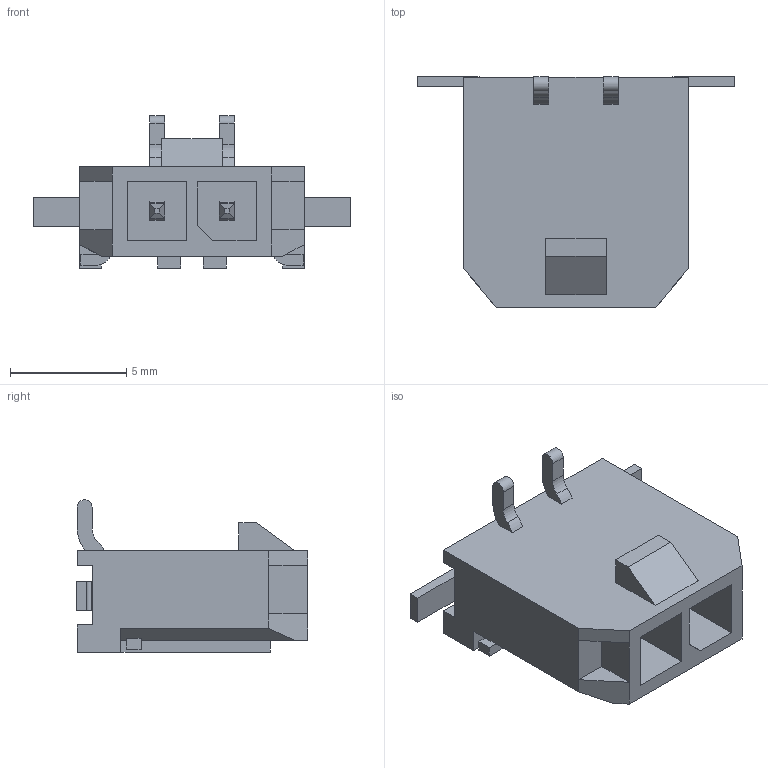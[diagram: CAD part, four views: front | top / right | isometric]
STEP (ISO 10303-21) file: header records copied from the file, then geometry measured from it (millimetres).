
FILE_DESCRIPTION(/* description */ (''),/* implementation_level */ '2;1');
FILE_NAME(/* name */ '436500224wbm000_02_214.stp',/* time_stamp */ '2024-04-18T14:48:00+05:00',/* author */ (''),/* organization */ (''),/* preprocessor_version */ 'ST-DEVELOPER v16.7',/* originating_system */ 'SIEMENS PLM Software NX 1919',/* authorisation */ '');
FILE_SCHEMA (('AUTOMOTIVE_DESIGN { 1 0 10303 214 3 1 1 1 }'));
Length unit declared in the file: millimetre
Products named in the file (1): 436500224wbm000_02
Bounding box: 13.65 x 9.93 x 6.55 mm (x, y, z)
Volume: 274 mm3; surface area: 560.6 mm2
Topology: 1 solids, 1 shells, 132 faces, 339 edges, 220 vertices
Faces by surface type: plane 108, cylinder 24
Entity records: 3971 total; most frequent: CARTESIAN_POINT 692, ORIENTED_EDGE 678, DIRECTION 653, EDGE_CURVE 339, LINE 291, VECTOR 291, VERTEX_POINT 220, AXIS2_PLACEMENT_3D 181
